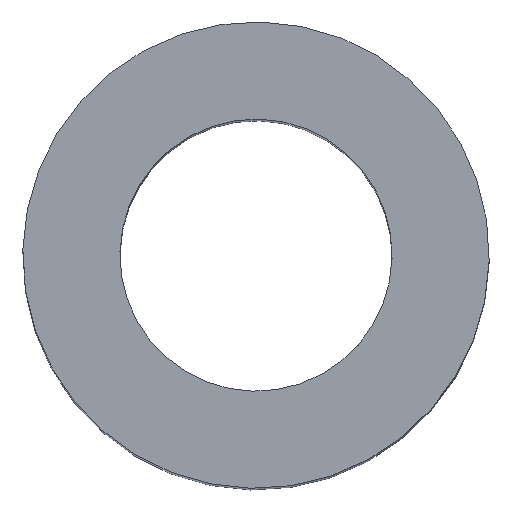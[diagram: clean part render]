
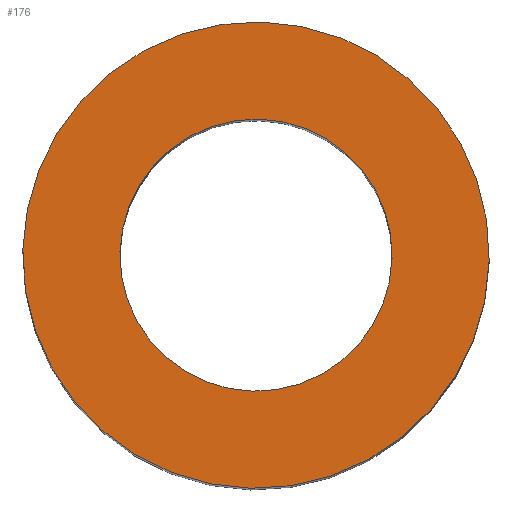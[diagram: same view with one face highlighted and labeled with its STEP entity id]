
A CAD part, top view. The second image highlights one B-rep face of the part: STEP entity #176.
In plain terms, the highlighted planar face has unit normal (0, 0, 1).
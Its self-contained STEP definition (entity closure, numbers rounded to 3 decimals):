
#56=AXIS2_PLACEMENT_3D('Circle Axis2P3D',#54,#55,$) ;
#91=AXIS2_PLACEMENT_3D('Circle Axis2P3D',#89,#90,$) ;
#129=AXIS2_PLACEMENT_3D('Circle Axis2P3D',#127,#128,$) ;
#153=AXIS2_PLACEMENT_3D('Circle Axis2P3D',#151,#152,$) ;
#166=AXIS2_PLACEMENT_3D('Plane Axis2P3D',#163,#164,#165) ;
#54=CARTESIAN_POINT('Axis2P3D Location',(3.,3.,12.5)) ;
#58=CARTESIAN_POINT('Vertex',(5.633,4.438,12.5)) ;
#60=CARTESIAN_POINT('Vertex',(0.367,1.562,12.5)) ;
#89=CARTESIAN_POINT('Axis2P3D Location',(3.,3.,12.5)) ;
#124=CARTESIAN_POINT('Vertex',(4.536,3.839,12.5)) ;
#127=CARTESIAN_POINT('Axis2P3D Location',(3.,3.,12.5)) ;
#131=CARTESIAN_POINT('Vertex',(1.464,2.161,12.5)) ;
#151=CARTESIAN_POINT('Axis2P3D Location',(3.,3.,12.5)) ;
#163=CARTESIAN_POINT('Axis2P3D Location',(4.75,3.,12.5)) ;
#55=DIRECTION('Axis2P3D Direction',(0.,0.,1.)) ;
#90=DIRECTION('Axis2P3D Direction',(0.,0.,1.)) ;
#128=DIRECTION('Axis2P3D Direction',(0.,0.,1.)) ;
#152=DIRECTION('Axis2P3D Direction',(0.,0.,1.)) ;
#164=DIRECTION('Axis2P3D Direction',(0.,0.,1.)) ;
#165=DIRECTION('Axis2P3D XDirection',(1.,0.,0.)) ;
#169=ORIENTED_EDGE('',*,*,#93,.T.) ;
#170=ORIENTED_EDGE('',*,*,#62,.T.) ;
#173=ORIENTED_EDGE('',*,*,#133,.F.) ;
#174=ORIENTED_EDGE('',*,*,#155,.F.) ;
#175=FACE_BOUND('',#172,.T.) ;
#176=ADVANCED_FACE('V1',(#171,#175),#167,.T.) ;
#57=CIRCLE('generated circle',#56,3.) ;
#92=CIRCLE('generated circle',#91,3.) ;
#130=CIRCLE('generated circle',#129,1.75) ;
#154=CIRCLE('generated circle',#153,1.75) ;
#62=EDGE_CURVE('',#59,#61,#57,.T.) ;
#93=EDGE_CURVE('',#61,#59,#92,.T.) ;
#133=EDGE_CURVE('',#125,#132,#130,.T.) ;
#155=EDGE_CURVE('',#132,#125,#154,.T.) ;
#168=EDGE_LOOP('',(#169,#170)) ;
#172=EDGE_LOOP('',(#173,#174)) ;
#171=FACE_OUTER_BOUND('',#168,.T.) ;
#167=PLANE('',#166) ;
#59=VERTEX_POINT('',#58) ;
#61=VERTEX_POINT('',#60) ;
#125=VERTEX_POINT('',#124) ;
#132=VERTEX_POINT('',#131) ;
